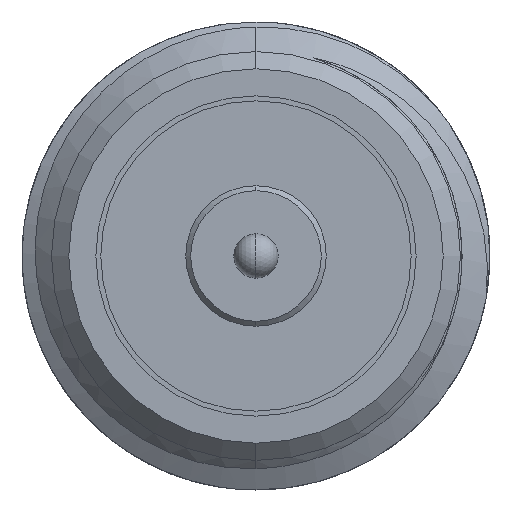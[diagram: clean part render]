
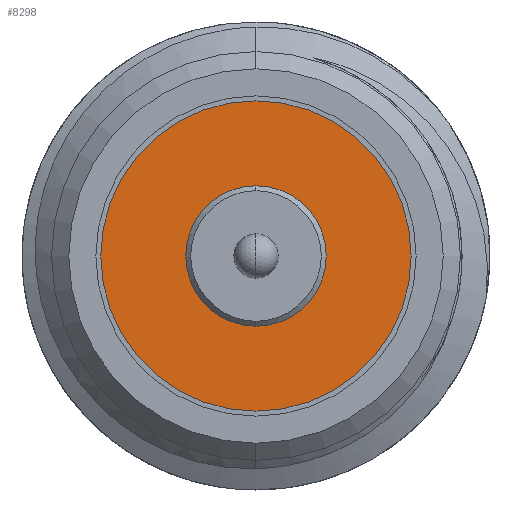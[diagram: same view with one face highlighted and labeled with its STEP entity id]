
A CAD part, front view. The second image highlights one B-rep face of the part: STEP entity #8298.
In plain terms, the highlighted planar face has unit normal (0, -1, 0).
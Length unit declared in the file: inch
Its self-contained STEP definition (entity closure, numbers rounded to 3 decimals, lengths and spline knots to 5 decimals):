
#49 = DIRECTION ( 'NONE',  ( 0., -1., 0. ) ) ;
#123 = DIRECTION ( 'NONE',  ( 0., -1., 0. ) ) ;
#649 = FACE_BOUND ( 'NONE', #4738, .T. ) ;
#852 = CARTESIAN_POINT ( 'NONE',  ( 0., -0.191, 0. ) ) ;
#1163 = ORIENTED_EDGE ( 'NONE', *, *, #4220, .F. ) ;
#2065 = EDGE_LOOP ( 'NONE', ( #3391, #3546 ) ) ;
#2176 = DIRECTION ( 'NONE',  ( 0., 0., 1. ) ) ;
#2362 = AXIS2_PLACEMENT_3D ( 'NONE', #10070, #8546, #2176 ) ;
#2445 = EDGE_CURVE ( 'NONE', #7480, #8956, #9147, .T. ) ;
#2665 = CARTESIAN_POINT ( 'NONE',  ( 0., -0.191, 0.0285 ) ) ;
#2818 = DIRECTION ( 'NONE',  ( 0., 0., -1. ) ) ;
#3129 = DIRECTION ( 'NONE',  ( 0., 0., -1. ) ) ;
#3391 = ORIENTED_EDGE ( 'NONE', *, *, #2445, .T. ) ;
#3474 = AXIS2_PLACEMENT_3D ( 'NONE', #4939, #123, #4151 ) ;
#3504 = EDGE_CURVE ( 'NONE', #8956, #7480, #9617, .T. ) ;
#3546 = ORIENTED_EDGE ( 'NONE', *, *, #3504, .T. ) ;
#4098 = EDGE_CURVE ( 'NONE', #7223, #9793, #7530, .T. ) ;
#4151 = DIRECTION ( 'NONE',  ( 0., 0., -1. ) ) ;
#4220 = EDGE_CURVE ( 'NONE', #9793, #7223, #5909, .T. ) ;
#4401 = CARTESIAN_POINT ( 'NONE',  ( 0., -0.191, -0.063 ) ) ;
#4738 = EDGE_LOOP ( 'NONE', ( #4881, #1163 ) ) ;
#4881 = ORIENTED_EDGE ( 'NONE', *, *, #4098, .F. ) ;
#4939 = CARTESIAN_POINT ( 'NONE',  ( 0., -0.191, 0. ) ) ;
#5541 = AXIS2_PLACEMENT_3D ( 'NONE', #6809, #7575, #10048 ) ;
#5909 = CIRCLE ( 'NONE', #8932, 0.0285 ) ;
#6000 = CARTESIAN_POINT ( 'NONE',  ( 0., -0.191, -0.0285 ) ) ;
#6069 = CARTESIAN_POINT ( 'NONE',  ( 0., -0.191, 0. ) ) ;
#6454 = AXIS2_PLACEMENT_3D ( 'NONE', #852, #49, #3129 ) ;
#6809 = CARTESIAN_POINT ( 'NONE',  ( 0., -0.191, 0. ) ) ;
#7223 = VERTEX_POINT ( 'NONE', #2665 ) ;
#7480 = VERTEX_POINT ( 'NONE', #4401 ) ;
#7530 = CIRCLE ( 'NONE', #5541, 0.0285 ) ;
#7575 = DIRECTION ( 'NONE',  ( 0., -1., 0. ) ) ;
#8101 = CARTESIAN_POINT ( 'NONE',  ( 0., -0.191, 0.063 ) ) ;
#8298 = ADVANCED_FACE ( 'NONE', ( #649, #9446 ), #8489, .F. ) ;
#8333 = DIRECTION ( 'NONE',  ( 0., -1., 0. ) ) ;
#8489 = PLANE ( 'NONE',  #2362 ) ;
#8546 = DIRECTION ( 'NONE',  ( 0., 1., 0. ) ) ;
#8932 = AXIS2_PLACEMENT_3D ( 'NONE', #6069, #8333, #2818 ) ;
#8956 = VERTEX_POINT ( 'NONE', #8101 ) ;
#9147 = CIRCLE ( 'NONE', #3474, 0.063 ) ;
#9446 = FACE_OUTER_BOUND ( 'NONE', #2065, .T. ) ;
#9617 = CIRCLE ( 'NONE', #6454, 0.063 ) ;
#9793 = VERTEX_POINT ( 'NONE', #6000 ) ;
#10048 = DIRECTION ( 'NONE',  ( 0., 0., -1. ) ) ;
#10070 = CARTESIAN_POINT ( 'NONE',  ( 0., -0.191, 0. ) ) ;
